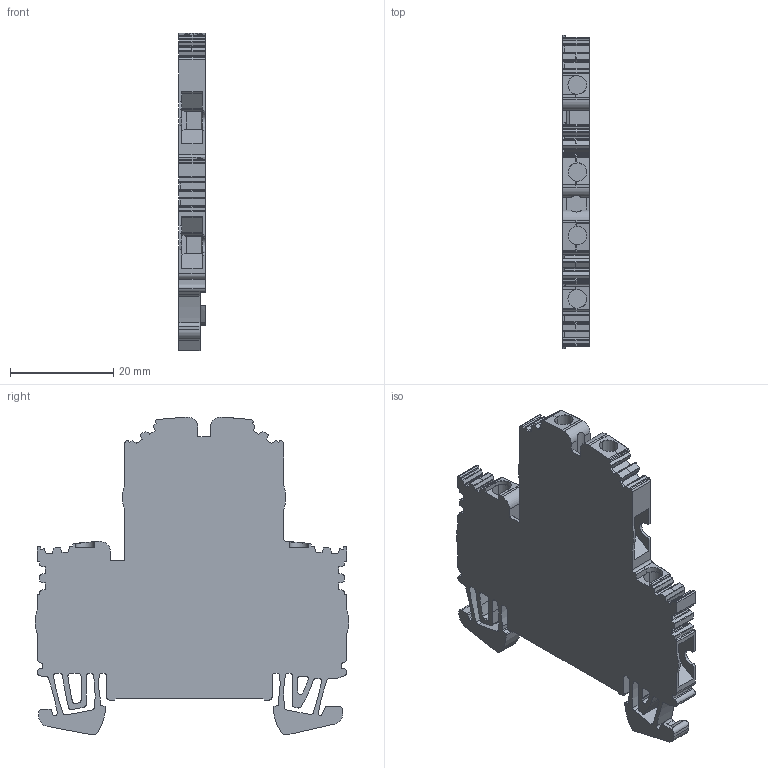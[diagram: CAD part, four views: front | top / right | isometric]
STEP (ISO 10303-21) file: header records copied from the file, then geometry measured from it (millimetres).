
FILE_DESCRIPTION(('CATIA V5 STEP Exchange','CAx-IF Rec.Pracs.--- Model Styling and Organization---1.4--- 2014-01-23'),'2;1');
FILE_NAME ('D1447559_0', '2020-04-23T04:21:28+00:00', ('none'), ('Weidmueller'), 'CATIA Version 5-6 Release 2016 SP3 HF44', 'CATIA V5 STEP AP214', 'none');
FILE_SCHEMA(('AUTOMOTIVE_DESIGN { 1 0 10303 214 1 1 1 1 }'));
Length unit declared in the file: millimetre
Products named in the file (1): 1041620000_WDK_2-5N_PE
Bounding box: 5.1 x 60.7 x 61.55 mm (x, y, z)
Volume: 11126.7 mm3; surface area: 8252.1 mm2
Topology: 15 solids, 15 shells, 714 faces, 2000 edges, 1316 vertices
Faces by surface type: plane 525, cylinder 188, extrusion 1
Entity records: 22857 total; most frequent: CARTESIAN_POINT 4431, ORIENTED_EDGE 4000, DIRECTION 3076, EDGE_CURVE 2000, VECTOR 1606, LINE 1605, VERTEX_POINT 1316, AXIS2_PLACEMENT_3D 907
